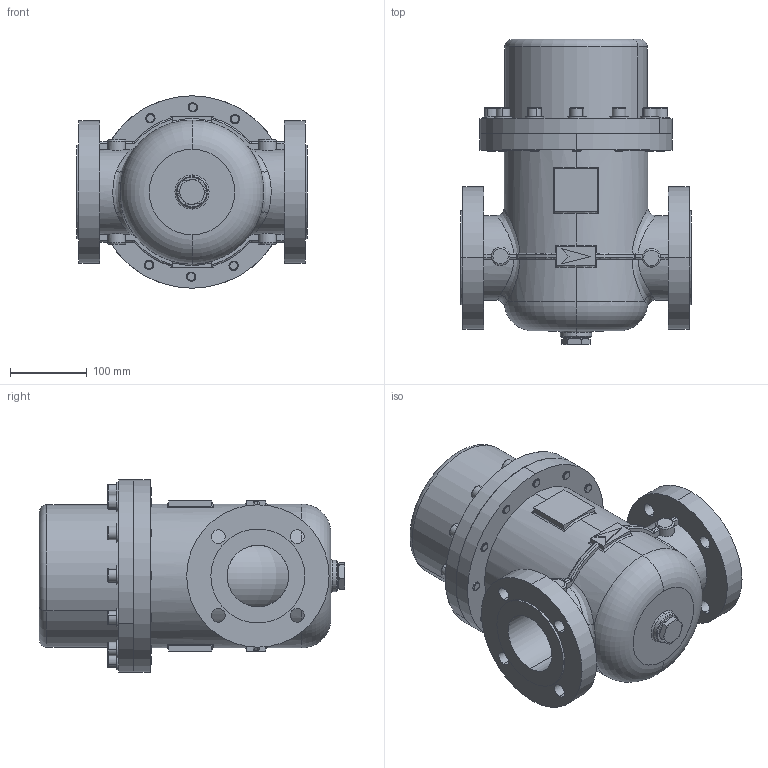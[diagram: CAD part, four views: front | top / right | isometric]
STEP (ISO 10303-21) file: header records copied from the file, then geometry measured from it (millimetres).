
FILE_DESCRIPTION (( 'STEP AP203' ), '1' );
FILE_NAME ('GS65.STEP', '2022-08-03T06:05:25', ( '' ), ( '' ), 'SwSTEP 2.0', 'SolidWorks 2018', '' );
FILE_SCHEMA (( 'CONFIG_CONTROL_DESIGN' ));
Length unit declared in the file: millimetre
Products named in the file (10): 2.15.0008; 2.15.0019; 2.15.0013; 2.15.0018; 2.15.0015; 2.15.0016; GS65; 2.15.0004; 2.15.0014; 2.15.0017
Assembly tree (32 placements, depth 2):
  GS65
    2.15.0004
    2.15.0008
    2.15.0013  x12
    2.15.0014  x12
    2.15.0015
    2.15.0016
    2.15.0017  x2
    2.15.0018
    2.15.0019
Bounding box: 300 x 397 x 250 mm (x, y, z)
Volume: 7727626.6 mm3; surface area: 1063067.1 mm2
Topology: 32 solids, 32 shells, 663 faces, 1551 edges, 991 vertices
Faces by surface type: cylinder 272, plane 243, torus 88, cone 42, bspline 18
Entity records: 18250 total; most frequent: CARTESIAN_POINT 6795, DIRECTION 2157, ORIENTED_EDGE 1978, EDGE_CURVE 989, AXIS2_PLACEMENT_3D 901, VERTEX_POINT 631, CIRCLE 491, EDGE_LOOP 490
